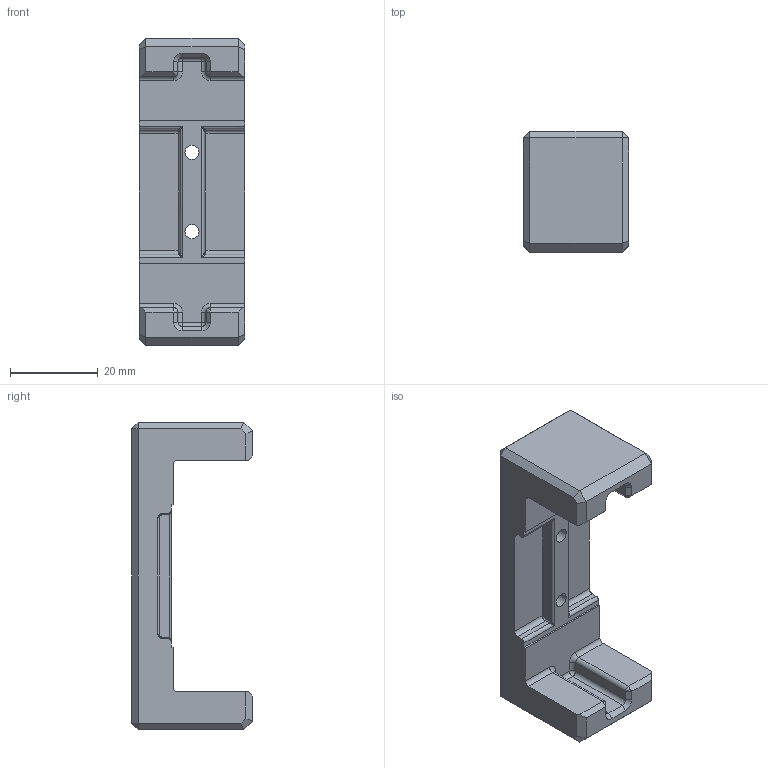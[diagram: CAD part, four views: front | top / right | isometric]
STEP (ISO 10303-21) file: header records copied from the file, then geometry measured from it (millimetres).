
FILE_DESCRIPTION(('FreeCAD Model'),'2;1');
FILE_NAME('Open CASCADE Shape Model','2022-04-16T15:46:59',('Author'),( ''),'Open CASCADE STEP processor 7.5','FreeCAD','Unknown');
FILE_SCHEMA(('AUTOMOTIVE_DESIGN { 1 0 10303 214 1 1 1 1 }'));
Length unit declared in the file: millimetre
Products named in the file (1): th3 lock
Bounding box: 24 x 27.5 x 70 mm (x, y, z)
Volume: 19786 mm3; surface area: 7556.5 mm2
Topology: 1 solids, 1 shells, 130 faces, 312 edges, 178 vertices
Faces by surface type: plane 64, cylinder 38, bspline 12, cone 8, torus 4, sphere 4
Full cylindrical faces by diameter (mm): 3.2 x2, 6.5 x2
Entity records: 9107 total; most frequent: CARTESIAN_POINT 2942, DIRECTION 1160, LINE 702, VECTOR 702, ORIENTED_EDGE 608, PCURVE 608, DEFINITIONAL_REPRESENTATION 608, EDGE_CURVE 304
